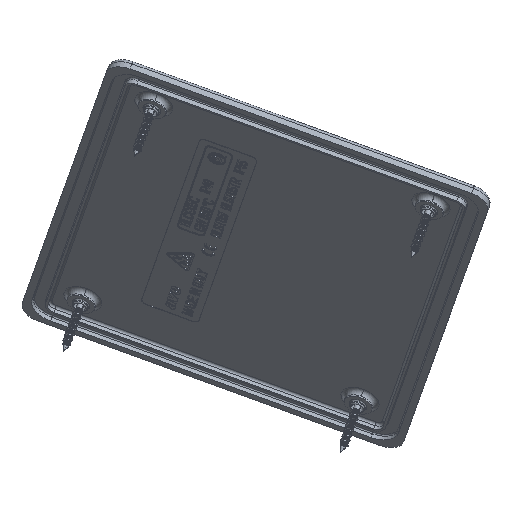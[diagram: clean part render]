
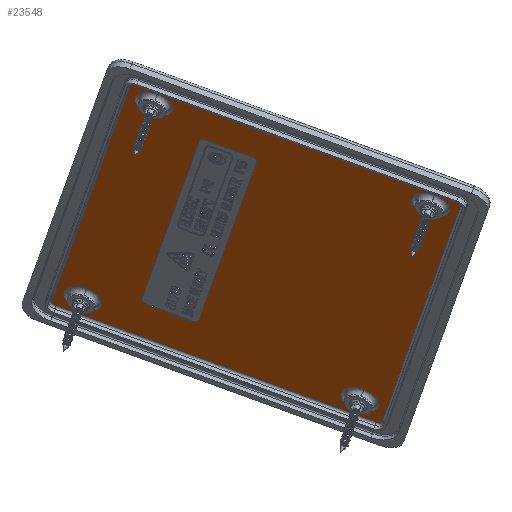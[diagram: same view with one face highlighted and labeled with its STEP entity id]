
A CAD part, left-side view. The second image highlights one B-rep face of the part: STEP entity #23548.
In plain terms, the highlighted face is planar.
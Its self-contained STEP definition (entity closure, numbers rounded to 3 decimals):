
#2415=CARTESIAN_POINT('Vertex',(-57.5,34.7,2.6)) ;
#2429=CARTESIAN_POINT('Vertex',(-60.,32.2,2.6)) ;
#2432=CARTESIAN_POINT('Axis2P3D Location',(-57.5,32.2,2.6)) ;
#2449=CARTESIAN_POINT('Line Origine',(0.,34.7,2.6)) ;
#2453=CARTESIAN_POINT('Vertex',(57.5,34.7,2.6)) ;
#2486=CARTESIAN_POINT('Vertex',(60.,32.2,2.6)) ;
#2494=CARTESIAN_POINT('Axis2P3D Location',(57.5,32.2,2.6)) ;
#2518=CARTESIAN_POINT('Line Origine',(60.,23.2,2.6)) ;
#2522=CARTESIAN_POINT('Vertex',(60.,14.2,2.6)) ;
#2548=CARTESIAN_POINT('Vertex',(57.5,11.7,2.6)) ;
#2556=CARTESIAN_POINT('Axis2P3D Location',(57.5,14.2,2.6)) ;
#2579=CARTESIAN_POINT('Vertex',(-57.5,11.7,2.6)) ;
#2587=CARTESIAN_POINT('Line Origine',(0.,11.7,2.6)) ;
#2610=CARTESIAN_POINT('Vertex',(-60.,14.2,2.6)) ;
#2618=CARTESIAN_POINT('Axis2P3D Location',(-57.5,14.2,2.6)) ;
#2640=CARTESIAN_POINT('Line Origine',(-60.,23.2,2.6)) ;
#2670=CARTESIAN_POINT('Vertex',(63.6,-55.6,2.6)) ;
#2673=CARTESIAN_POINT('Axis2P3D Location',(71.1,-55.6,2.6)) ;
#2677=CARTESIAN_POINT('Vertex',(78.6,-55.6,2.6)) ;
#2702=CARTESIAN_POINT('Axis2P3D Location',(71.1,-55.6,2.6)) ;
#2719=CARTESIAN_POINT('Axis2P3D Location',(-71.1,-55.6,2.6)) ;
#2723=CARTESIAN_POINT('Vertex',(-78.6,-55.6,2.6)) ;
#2725=CARTESIAN_POINT('Vertex',(-63.6,-55.6,2.6)) ;
#2759=CARTESIAN_POINT('Axis2P3D Location',(-71.1,-55.6,2.6)) ;
#2794=CARTESIAN_POINT('Vertex',(-63.6,55.6,2.6)) ;
#2797=CARTESIAN_POINT('Axis2P3D Location',(-71.1,55.6,2.6)) ;
#2801=CARTESIAN_POINT('Vertex',(-78.6,55.6,2.6)) ;
#2826=CARTESIAN_POINT('Axis2P3D Location',(-71.1,55.6,2.6)) ;
#2843=CARTESIAN_POINT('Axis2P3D Location',(71.1,55.6,2.6)) ;
#2847=CARTESIAN_POINT('Vertex',(63.6,55.6,2.6)) ;
#2849=CARTESIAN_POINT('Vertex',(78.6,55.6,2.6)) ;
#2883=CARTESIAN_POINT('Axis2P3D Location',(71.1,55.6,2.6)) ;
#23451=CARTESIAN_POINT('Axis2P3D Location',(0.,0.,2.6)) ;
#23456=CARTESIAN_POINT('Axis2P3D Location',(-79.7,64.2,2.6)) ;
#23460=CARTESIAN_POINT('Vertex',(-79.7,66.2,2.6)) ;
#23462=CARTESIAN_POINT('Vertex',(-81.7,64.2,2.6)) ;
#23465=CARTESIAN_POINT('Line Origine',(0.,66.2,2.6)) ;
#23469=CARTESIAN_POINT('Vertex',(79.7,66.2,2.6)) ;
#23472=CARTESIAN_POINT('Axis2P3D Location',(79.7,64.2,2.6)) ;
#23476=CARTESIAN_POINT('Vertex',(81.7,64.2,2.6)) ;
#23479=CARTESIAN_POINT('Line Origine',(81.7,0.,2.6)) ;
#23483=CARTESIAN_POINT('Vertex',(81.7,-64.2,2.6)) ;
#23486=CARTESIAN_POINT('Axis2P3D Location',(79.7,-64.2,2.6)) ;
#23490=CARTESIAN_POINT('Vertex',(79.7,-66.2,2.6)) ;
#23493=CARTESIAN_POINT('Line Origine',(0.,-66.2,2.6)) ;
#23497=CARTESIAN_POINT('Vertex',(-79.7,-66.2,2.6)) ;
#23500=CARTESIAN_POINT('Axis2P3D Location',(-79.7,-64.2,2.6)) ;
#23504=CARTESIAN_POINT('Vertex',(-81.7,-64.2,2.6)) ;
#23507=CARTESIAN_POINT('Line Origine',(-81.7,0.,2.6)) ;
#2433=DIRECTION('Axis2P3D Direction',(0.,-0.,1.)) ;
#2450=DIRECTION('Vector Direction',(-1.,0.,0.)) ;
#2495=DIRECTION('Axis2P3D Direction',(0.,0.,1.)) ;
#2519=DIRECTION('Vector Direction',(0.,-1.,0.)) ;
#2557=DIRECTION('Axis2P3D Direction',(0.,0.,1.)) ;
#2588=DIRECTION('Vector Direction',(1.,0.,0.)) ;
#2619=DIRECTION('Axis2P3D Direction',(0.,0.,1.)) ;
#2641=DIRECTION('Vector Direction',(0.,1.,0.)) ;
#2674=DIRECTION('Axis2P3D Direction',(-0.,0.,1.)) ;
#2703=DIRECTION('Axis2P3D Direction',(0.,-0.,1.)) ;
#2720=DIRECTION('Axis2P3D Direction',(-0.,0.,1.)) ;
#2760=DIRECTION('Axis2P3D Direction',(0.,-0.,1.)) ;
#2798=DIRECTION('Axis2P3D Direction',(0.,-0.,1.)) ;
#2827=DIRECTION('Axis2P3D Direction',(-0.,0.,1.)) ;
#2844=DIRECTION('Axis2P3D Direction',(-0.,0.,1.)) ;
#2884=DIRECTION('Axis2P3D Direction',(0.,-0.,1.)) ;
#23452=DIRECTION('Axis2P3D Direction',(0.,0.,1.)) ;
#23453=DIRECTION('Axis2P3D XDirection',(1.,0.,0.)) ;
#23457=DIRECTION('Axis2P3D Direction',(0.,0.,1.)) ;
#23466=DIRECTION('Vector Direction',(-1.,0.,0.)) ;
#23473=DIRECTION('Axis2P3D Direction',(0.,0.,1.)) ;
#23480=DIRECTION('Vector Direction',(0.,1.,0.)) ;
#23487=DIRECTION('Axis2P3D Direction',(0.,0.,1.)) ;
#23494=DIRECTION('Vector Direction',(-1.,0.,0.)) ;
#23501=DIRECTION('Axis2P3D Direction',(0.,0.,1.)) ;
#23508=DIRECTION('Vector Direction',(0.,-1.,0.)) ;
#2434=AXIS2_PLACEMENT_3D('Circle Axis2P3D',#2432,#2433,$) ;
#2496=AXIS2_PLACEMENT_3D('Circle Axis2P3D',#2494,#2495,$) ;
#2558=AXIS2_PLACEMENT_3D('Circle Axis2P3D',#2556,#2557,$) ;
#2620=AXIS2_PLACEMENT_3D('Circle Axis2P3D',#2618,#2619,$) ;
#2675=AXIS2_PLACEMENT_3D('Circle Axis2P3D',#2673,#2674,$) ;
#2704=AXIS2_PLACEMENT_3D('Circle Axis2P3D',#2702,#2703,$) ;
#2721=AXIS2_PLACEMENT_3D('Circle Axis2P3D',#2719,#2720,$) ;
#2761=AXIS2_PLACEMENT_3D('Circle Axis2P3D',#2759,#2760,$) ;
#2799=AXIS2_PLACEMENT_3D('Circle Axis2P3D',#2797,#2798,$) ;
#2828=AXIS2_PLACEMENT_3D('Circle Axis2P3D',#2826,#2827,$) ;
#2845=AXIS2_PLACEMENT_3D('Circle Axis2P3D',#2843,#2844,$) ;
#2885=AXIS2_PLACEMENT_3D('Circle Axis2P3D',#2883,#2884,$) ;
#23454=AXIS2_PLACEMENT_3D('Plane Axis2P3D',#23451,#23452,#23453) ;
#23458=AXIS2_PLACEMENT_3D('Circle Axis2P3D',#23456,#23457,$) ;
#23474=AXIS2_PLACEMENT_3D('Circle Axis2P3D',#23472,#23473,$) ;
#23488=AXIS2_PLACEMENT_3D('Circle Axis2P3D',#23486,#23487,$) ;
#23502=AXIS2_PLACEMENT_3D('Circle Axis2P3D',#23500,#23501,$) ;
#23513=ORIENTED_EDGE('',*,*,#23464,.F.) ;
#23514=ORIENTED_EDGE('',*,*,#23471,.F.) ;
#23515=ORIENTED_EDGE('',*,*,#23478,.F.) ;
#23516=ORIENTED_EDGE('',*,*,#23485,.F.) ;
#23517=ORIENTED_EDGE('',*,*,#23492,.F.) ;
#23518=ORIENTED_EDGE('',*,*,#23499,.F.) ;
#23519=ORIENTED_EDGE('',*,*,#23506,.F.) ;
#23520=ORIENTED_EDGE('',*,*,#23511,.F.) ;
#23523=ORIENTED_EDGE('',*,*,#2887,.F.) ;
#23524=ORIENTED_EDGE('',*,*,#2851,.F.) ;
#23527=ORIENTED_EDGE('',*,*,#2763,.F.) ;
#23528=ORIENTED_EDGE('',*,*,#2727,.F.) ;
#23531=ORIENTED_EDGE('',*,*,#2706,.T.) ;
#23532=ORIENTED_EDGE('',*,*,#2679,.T.) ;
#23535=ORIENTED_EDGE('',*,*,#2830,.T.) ;
#23536=ORIENTED_EDGE('',*,*,#2803,.T.) ;
#23539=ORIENTED_EDGE('',*,*,#2644,.F.) ;
#23540=ORIENTED_EDGE('',*,*,#2622,.T.) ;
#23541=ORIENTED_EDGE('',*,*,#2591,.F.) ;
#23542=ORIENTED_EDGE('',*,*,#2560,.T.) ;
#23543=ORIENTED_EDGE('',*,*,#2524,.F.) ;
#23544=ORIENTED_EDGE('',*,*,#2498,.T.) ;
#23545=ORIENTED_EDGE('',*,*,#2455,.F.) ;
#23546=ORIENTED_EDGE('',*,*,#2436,.T.) ;
#23525=FACE_BOUND('',#23522,.T.) ;
#23529=FACE_BOUND('',#23526,.T.) ;
#23533=FACE_BOUND('',#23530,.T.) ;
#23537=FACE_BOUND('',#23534,.T.) ;
#23547=FACE_BOUND('',#23538,.T.) ;
#2451=VECTOR('Line Direction',#2450,1.) ;
#2520=VECTOR('Line Direction',#2519,1.) ;
#2589=VECTOR('Line Direction',#2588,1.) ;
#2642=VECTOR('Line Direction',#2641,1.) ;
#23467=VECTOR('Line Direction',#23466,1.) ;
#23481=VECTOR('Line Direction',#23480,1.) ;
#23495=VECTOR('Line Direction',#23494,1.) ;
#23509=VECTOR('Line Direction',#23508,1.) ;
#23548=ADVANCED_FACE('PartBody',(#23521,#23525,#23529,#23533,#23537,#23547),#23455,.F.) ;
#2435=CIRCLE('generated circle',#2434,2.5) ;
#2497=CIRCLE('generated circle',#2496,2.5) ;
#2559=CIRCLE('generated circle',#2558,2.5) ;
#2621=CIRCLE('generated circle',#2620,2.5) ;
#2676=CIRCLE('generated circle',#2675,7.5) ;
#2705=CIRCLE('generated circle',#2704,7.5) ;
#2722=CIRCLE('generated circle',#2721,7.5) ;
#2762=CIRCLE('generated circle',#2761,7.5) ;
#2800=CIRCLE('generated circle',#2799,7.5) ;
#2829=CIRCLE('generated circle',#2828,7.5) ;
#2846=CIRCLE('generated circle',#2845,7.5) ;
#2886=CIRCLE('generated circle',#2885,7.5) ;
#23459=CIRCLE('generated circle',#23458,2.) ;
#23475=CIRCLE('generated circle',#23474,2.) ;
#23489=CIRCLE('generated circle',#23488,2.) ;
#23503=CIRCLE('generated circle',#23502,2.) ;
#2436=EDGE_CURVE('',#2416,#2430,#2435,.T.) ;
#2455=EDGE_CURVE('',#2416,#2454,#2452,.F.) ;
#2498=EDGE_CURVE('',#2487,#2454,#2497,.T.) ;
#2524=EDGE_CURVE('',#2487,#2523,#2521,.T.) ;
#2560=EDGE_CURVE('',#2549,#2523,#2559,.T.) ;
#2591=EDGE_CURVE('',#2549,#2580,#2590,.F.) ;
#2622=EDGE_CURVE('',#2611,#2580,#2621,.T.) ;
#2644=EDGE_CURVE('',#2611,#2430,#2643,.T.) ;
#2679=EDGE_CURVE('',#2678,#2671,#2676,.T.) ;
#2706=EDGE_CURVE('',#2671,#2678,#2705,.T.) ;
#2727=EDGE_CURVE('',#2724,#2726,#2722,.F.) ;
#2763=EDGE_CURVE('',#2726,#2724,#2762,.F.) ;
#2803=EDGE_CURVE('',#2802,#2795,#2800,.T.) ;
#2830=EDGE_CURVE('',#2795,#2802,#2829,.T.) ;
#2851=EDGE_CURVE('',#2848,#2850,#2846,.F.) ;
#2887=EDGE_CURVE('',#2850,#2848,#2886,.F.) ;
#23464=EDGE_CURVE('',#23461,#23463,#23459,.T.) ;
#23471=EDGE_CURVE('',#23470,#23461,#23468,.T.) ;
#23478=EDGE_CURVE('',#23477,#23470,#23475,.T.) ;
#23485=EDGE_CURVE('',#23484,#23477,#23482,.T.) ;
#23492=EDGE_CURVE('',#23491,#23484,#23489,.T.) ;
#23499=EDGE_CURVE('',#23498,#23491,#23496,.F.) ;
#23506=EDGE_CURVE('',#23505,#23498,#23503,.T.) ;
#23511=EDGE_CURVE('',#23463,#23505,#23510,.T.) ;
#23512=EDGE_LOOP('',(#23513,#23514,#23515,#23516,#23517,#23518,#23519,#23520)) ;
#23522=EDGE_LOOP('',(#23523,#23524)) ;
#23526=EDGE_LOOP('',(#23527,#23528)) ;
#23530=EDGE_LOOP('',(#23531,#23532)) ;
#23534=EDGE_LOOP('',(#23535,#23536)) ;
#23538=EDGE_LOOP('',(#23539,#23540,#23541,#23542,#23543,#23544,#23545,#23546)) ;
#23521=FACE_OUTER_BOUND('',#23512,.T.) ;
#2452=LINE('Line',#2449,#2451) ;
#2521=LINE('Line',#2518,#2520) ;
#2590=LINE('Line',#2587,#2589) ;
#2643=LINE('Line',#2640,#2642) ;
#23468=LINE('Line',#23465,#23467) ;
#23482=LINE('Line',#23479,#23481) ;
#23496=LINE('Line',#23493,#23495) ;
#23510=LINE('Line',#23507,#23509) ;
#23455=PLANE('',#23454) ;
#2416=VERTEX_POINT('',#2415) ;
#2430=VERTEX_POINT('',#2429) ;
#2454=VERTEX_POINT('',#2453) ;
#2487=VERTEX_POINT('',#2486) ;
#2523=VERTEX_POINT('',#2522) ;
#2549=VERTEX_POINT('',#2548) ;
#2580=VERTEX_POINT('',#2579) ;
#2611=VERTEX_POINT('',#2610) ;
#2671=VERTEX_POINT('',#2670) ;
#2678=VERTEX_POINT('',#2677) ;
#2724=VERTEX_POINT('',#2723) ;
#2726=VERTEX_POINT('',#2725) ;
#2795=VERTEX_POINT('',#2794) ;
#2802=VERTEX_POINT('',#2801) ;
#2848=VERTEX_POINT('',#2847) ;
#2850=VERTEX_POINT('',#2849) ;
#23461=VERTEX_POINT('',#23460) ;
#23463=VERTEX_POINT('',#23462) ;
#23470=VERTEX_POINT('',#23469) ;
#23477=VERTEX_POINT('',#23476) ;
#23484=VERTEX_POINT('',#23483) ;
#23491=VERTEX_POINT('',#23490) ;
#23498=VERTEX_POINT('',#23497) ;
#23505=VERTEX_POINT('',#23504) ;
